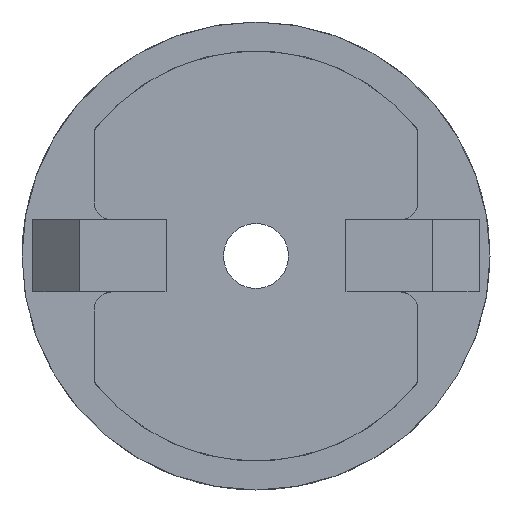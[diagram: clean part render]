
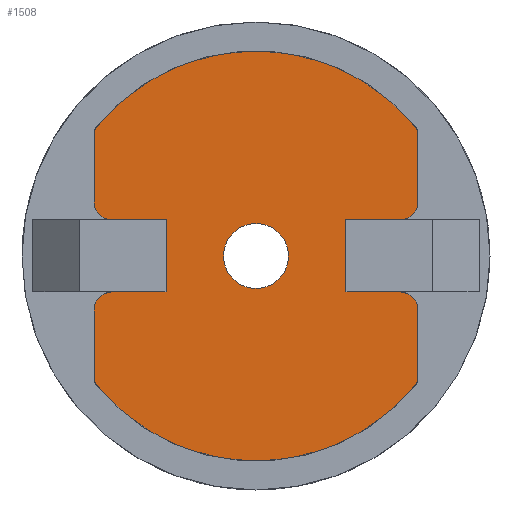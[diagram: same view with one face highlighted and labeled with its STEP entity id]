
A CAD part, front view. The second image highlights one B-rep face of the part: STEP entity #1508.
In plain terms, the highlighted planar face has unit normal (0, -1, 0).
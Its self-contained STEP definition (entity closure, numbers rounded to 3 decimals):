
#27=FACE_BOUND('',#203,.T.);
#49=PLANE('',#1656);
#120=FACE_OUTER_BOUND('',#202,.T.);
#202=EDGE_LOOP('',(#1239));
#203=EDGE_LOOP('',(#1240));
#570=CIRCLE('',#1655,4.5);
#571=CIRCLE('',#1657,28.5);
#680=VERTEX_POINT('',#2447);
#681=VERTEX_POINT('',#2451);
#876=EDGE_CURVE('',#680,#680,#570,.T.);
#878=EDGE_CURVE('',#681,#681,#571,.T.);
#1239=ORIENTED_EDGE('',*,*,#878,.F.);
#1240=ORIENTED_EDGE('',*,*,#876,.T.);
#1508=ADVANCED_FACE('',(#120,#27),#49,.T.);
#1655=AXIS2_PLACEMENT_3D('',#2448,#2003,#2004);
#1656=AXIS2_PLACEMENT_3D('',#2450,#2006,#2007);
#1657=AXIS2_PLACEMENT_3D('',#2452,#2008,#2009);
#2003=DIRECTION('center_axis',(0.,1.,0.));
#2004=DIRECTION('ref_axis',(1.,0.,0.));
#2006=DIRECTION('center_axis',(0.,-1.,0.));
#2007=DIRECTION('ref_axis',(1.,0.,0.));
#2008=DIRECTION('center_axis',(0.,1.,0.));
#2009=DIRECTION('ref_axis',(1.,0.,0.));
#2447=CARTESIAN_POINT('',(-4.5,25.5,0.));
#2448=CARTESIAN_POINT('Origin',(0.,25.5,0.));
#2450=CARTESIAN_POINT('Origin',(0.,25.5,0.));
#2451=CARTESIAN_POINT('',(-28.5,25.5,0.));
#2452=CARTESIAN_POINT('Origin',(0.,25.5,0.));
